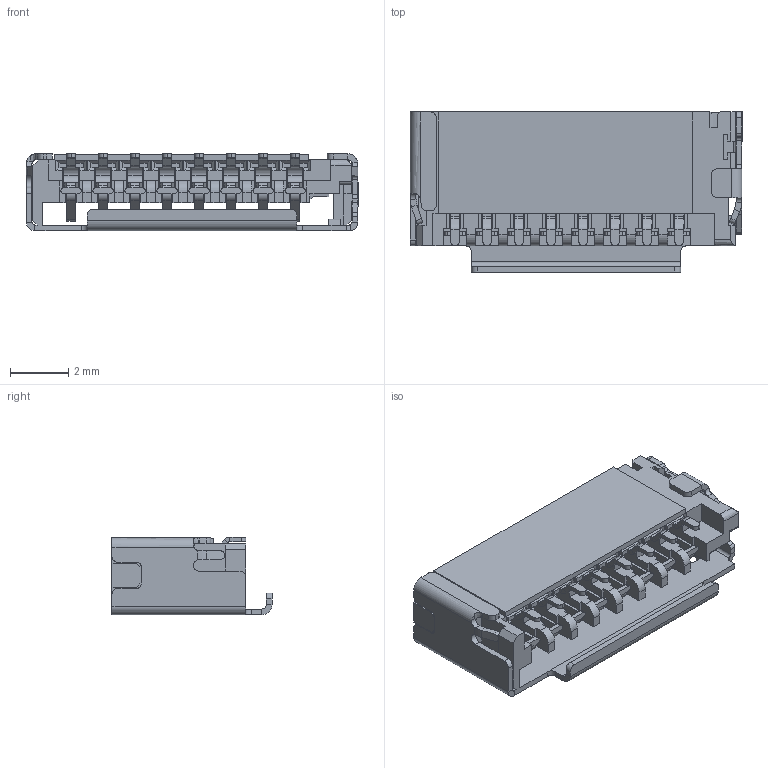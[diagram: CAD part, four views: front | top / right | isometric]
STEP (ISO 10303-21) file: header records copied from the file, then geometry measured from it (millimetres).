
FILE_DESCRIPTION (( 'STEP AP203' ), '1' );
FILE_NAME ('LCK-TF-111H26508-WLG.STEP', '2025-08-09T16:37:19', ( 'admin' ), ( '' ), 'SwSTEP 2.0', 'SolidWorks 2022', '' );
FILE_SCHEMA (( 'CONFIG_CONTROL_DESIGN' ));
Length unit declared in the file: millimetre
Products named in the file (1): LCK-TF-111H26508-WLG
Bounding box: 11.41 x 5.5 x 2.67 mm (x, y, z)
Volume: 63.2 mm3; surface area: 467.2 mm2
Topology: 1 solids, 17 shells, 1164 faces, 3124 edges, 1944 vertices
Faces by surface type: bspline 1164
Entity records: 37186 total; most frequent: CARTESIAN_POINT 11938, ORIENTED_EDGE 6248, DIRECTION 3538, EDGE_CURVE 3124, VECTOR 2230, LINE 2230, VERTEX_POINT 1944, EDGE_LOOP 1172
